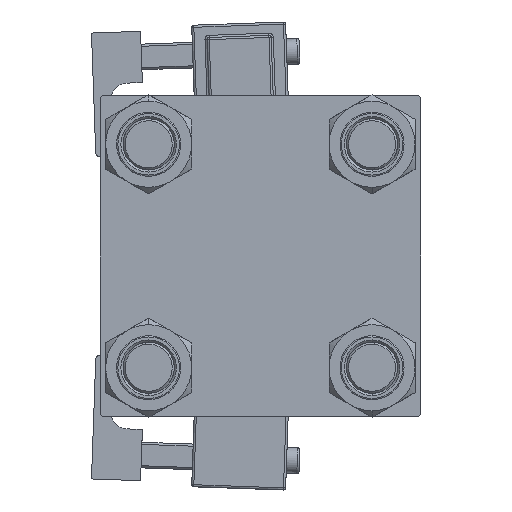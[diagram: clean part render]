
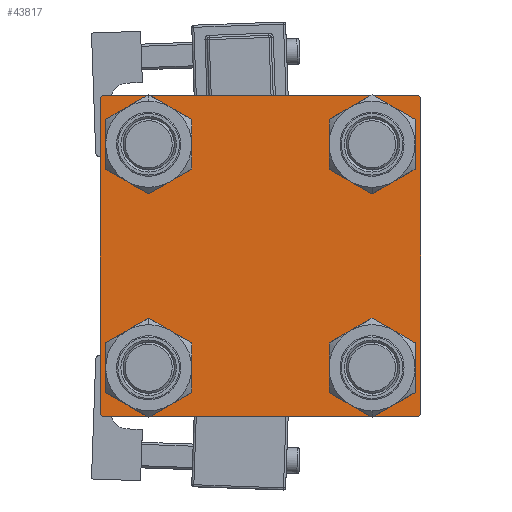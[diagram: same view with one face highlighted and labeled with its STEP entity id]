
A CAD part, left-side view. The second image highlights one B-rep face of the part: STEP entity #43817.
In plain terms, the highlighted planar face has unit normal (-1, 0, 0).
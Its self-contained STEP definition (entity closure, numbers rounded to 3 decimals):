
#169 = DIRECTION ( 'NONE',  ( 1., 0., 0. ) ) ;
#728 = DIRECTION ( 'NONE',  ( 1., 0., 0. ) ) ;
#1429 = VERTEX_POINT ( 'NONE', #12326 ) ;
#1511 = LINE ( 'NONE', #36588, #34757 ) ;
#1681 = CARTESIAN_POINT ( 'NONE',  ( 0., -37.25, -37.25 ) ) ;
#1736 = VERTEX_POINT ( 'NONE', #16380 ) ;
#2210 = CARTESIAN_POINT ( 'NONE',  ( 0., 26.15, 26.15 ) ) ;
#2256 = DIRECTION ( 'NONE',  ( 1., 0., 0. ) ) ;
#2507 = EDGE_CURVE ( 'NONE', #28444, #19578, #48508, .T. ) ;
#3163 = FACE_BOUND ( 'NONE', #6346, .T. ) ;
#3823 = LINE ( 'NONE', #41922, #18676 ) ;
#4182 = DIRECTION ( 'NONE',  ( -1., 0., 0. ) ) ;
#4217 = CIRCLE ( 'NONE', #28701, 6.5 ) ;
#4848 = CARTESIAN_POINT ( 'NONE',  ( 0., 26.15, -26.15 ) ) ;
#5455 = CARTESIAN_POINT ( 'NONE',  ( 0., -26.15, -32.65 ) ) ;
#6011 = VECTOR ( 'NONE', #25615, 1000. ) ;
#6042 = CIRCLE ( 'NONE', #47174, 6.5 ) ;
#6346 = EDGE_LOOP ( 'NONE', ( #53122, #7495 ) ) ;
#6347 = CARTESIAN_POINT ( 'NONE',  ( 0., -37.5, 37. ) ) ;
#6460 = FACE_BOUND ( 'NONE', #44048, .T. ) ;
#7126 = AXIS2_PLACEMENT_3D ( 'NONE', #45269, #41184, #45004 ) ;
#7495 = ORIENTED_EDGE ( 'NONE', *, *, #46098, .T. ) ;
#7508 = CIRCLE ( 'NONE', #35473, 6.5 ) ;
#8407 = VECTOR ( 'NONE', #42282, 1000. ) ;
#8595 = AXIS2_PLACEMENT_3D ( 'NONE', #30650, #39156, #18336 ) ;
#8903 = CARTESIAN_POINT ( 'NONE',  ( 0., -37.5, 37.5 ) ) ;
#9321 = CARTESIAN_POINT ( 'NONE',  ( 0., -26.15, -26.15 ) ) ;
#9367 = VERTEX_POINT ( 'NONE', #5455 ) ;
#10418 = CIRCLE ( 'NONE', #44533, 6.5 ) ;
#10494 = CARTESIAN_POINT ( 'NONE',  ( 0., 26.15, -32.65 ) ) ;
#10518 = VERTEX_POINT ( 'NONE', #6347 ) ;
#11015 = CARTESIAN_POINT ( 'NONE',  ( 0., 26.15, -26.15 ) ) ;
#11112 = FACE_BOUND ( 'NONE', #11743, .T. ) ;
#11191 = CARTESIAN_POINT ( 'NONE',  ( 0., -37., 37.5 ) ) ;
#11743 = EDGE_LOOP ( 'NONE', ( #27517, #21197 ) ) ;
#12000 = VECTOR ( 'NONE', #48218, 1000. ) ;
#12326 = CARTESIAN_POINT ( 'NONE',  ( 0., 26.15, 32.65 ) ) ;
#13023 = ORIENTED_EDGE ( 'NONE', *, *, #21676, .T. ) ;
#13595 = AXIS2_PLACEMENT_3D ( 'NONE', #9321, #17031, #41972 ) ;
#14107 = CIRCLE ( 'NONE', #7126, 6.5 ) ;
#14326 = ORIENTED_EDGE ( 'NONE', *, *, #17538, .T. ) ;
#15509 = FACE_OUTER_BOUND ( 'NONE', #35218, .T. ) ;
#15831 = EDGE_LOOP ( 'NONE', ( #28833, #48334 ) ) ;
#16380 = CARTESIAN_POINT ( 'NONE',  ( 0., 26.15, 19.65 ) ) ;
#17031 = DIRECTION ( 'NONE',  ( 1., 0., 0. ) ) ;
#17162 = CARTESIAN_POINT ( 'NONE',  ( 0., -26.15, 19.65 ) ) ;
#17538 = EDGE_CURVE ( 'NONE', #33557, #28444, #44727, .T. ) ;
#18336 = DIRECTION ( 'NONE',  ( 0., 0., 1. ) ) ;
#18676 = VECTOR ( 'NONE', #32609, 1000. ) ;
#19325 = CARTESIAN_POINT ( 'NONE',  ( 0., -26.15, -26.15 ) ) ;
#19474 = LINE ( 'NONE', #35361, #12000 ) ;
#19578 = VERTEX_POINT ( 'NONE', #20441 ) ;
#19820 = VERTEX_POINT ( 'NONE', #26583 ) ;
#20149 = DIRECTION ( 'NONE',  ( 0., -1., 0. ) ) ;
#20441 = CARTESIAN_POINT ( 'NONE',  ( 0., -37.5, -37. ) ) ;
#21197 = ORIENTED_EDGE ( 'NONE', *, *, #39733, .T. ) ;
#21390 = EDGE_CURVE ( 'NONE', #34062, #36845, #14107, .T. ) ;
#21676 = EDGE_CURVE ( 'NONE', #26557, #44570, #37016, .T. ) ;
#22865 = VERTEX_POINT ( 'NONE', #11191 ) ;
#23994 = CARTESIAN_POINT ( 'NONE',  ( 0., 0., 0. ) ) ;
#24606 = DIRECTION ( 'NONE',  ( 0., 0., 1. ) ) ;
#25006 = DIRECTION ( 'NONE',  ( 0., 0., 1. ) ) ;
#25069 = VERTEX_POINT ( 'NONE', #53512 ) ;
#25337 = EDGE_CURVE ( 'NONE', #44570, #33557, #3823, .T. ) ;
#25615 = DIRECTION ( 'NONE',  ( 0., 0., -1. ) ) ;
#25837 = CIRCLE ( 'NONE', #13595, 6.5 ) ;
#26095 = CIRCLE ( 'NONE', #8595, 6.5 ) ;
#26211 = ORIENTED_EDGE ( 'NONE', *, *, #44809, .F. ) ;
#26557 = VERTEX_POINT ( 'NONE', #38648 ) ;
#26583 = CARTESIAN_POINT ( 'NONE',  ( 0., -26.15, -19.65 ) ) ;
#27448 = VERTEX_POINT ( 'NONE', #52067 ) ;
#27517 = ORIENTED_EDGE ( 'NONE', *, *, #46349, .T. ) ;
#28444 = VERTEX_POINT ( 'NONE', #45801 ) ;
#28683 = CARTESIAN_POINT ( 'NONE',  ( 0., 26.15, 26.15 ) ) ;
#28701 = AXIS2_PLACEMENT_3D ( 'NONE', #4848, #728, #24606 ) ;
#28833 = ORIENTED_EDGE ( 'NONE', *, *, #21390, .T. ) ;
#29348 = ORIENTED_EDGE ( 'NONE', *, *, #25337, .T. ) ;
#30267 = VERTEX_POINT ( 'NONE', #10494 ) ;
#30469 = ORIENTED_EDGE ( 'NONE', *, *, #35546, .T. ) ;
#30475 = LINE ( 'NONE', #42810, #8407 ) ;
#30650 = CARTESIAN_POINT ( 'NONE',  ( 0., -26.15, 26.15 ) ) ;
#30684 = EDGE_CURVE ( 'NONE', #1429, #1736, #31013, .T. ) ;
#31013 = CIRCLE ( 'NONE', #49388, 6.5 ) ;
#31623 = ORIENTED_EDGE ( 'NONE', *, *, #54165, .T. ) ;
#32609 = DIRECTION ( 'NONE',  ( 0., -0.707, -0.707 ) ) ;
#32798 = DIRECTION ( 'NONE',  ( 0., 0., 1. ) ) ;
#33557 = VERTEX_POINT ( 'NONE', #35150 ) ;
#34062 = VERTEX_POINT ( 'NONE', #34481 ) ;
#34323 = ORIENTED_EDGE ( 'NONE', *, *, #2507, .T. ) ;
#34481 = CARTESIAN_POINT ( 'NONE',  ( 0., -26.15, 32.65 ) ) ;
#34722 = ORIENTED_EDGE ( 'NONE', *, *, #45809, .T. ) ;
#34757 = VECTOR ( 'NONE', #20149, 1000. ) ;
#35150 = CARTESIAN_POINT ( 'NONE',  ( 0., 37., -37.5 ) ) ;
#35218 = EDGE_LOOP ( 'NONE', ( #13023, #29348, #14326, #34323, #26211, #31623, #40896, #30469 ) ) ;
#35361 = CARTESIAN_POINT ( 'NONE',  ( 0., -37.25, 37.25 ) ) ;
#35473 = AXIS2_PLACEMENT_3D ( 'NONE', #11015, #2256, #47732 ) ;
#35481 = DIRECTION ( 'NONE',  ( 0., 0., 1. ) ) ;
#35546 = EDGE_CURVE ( 'NONE', #27448, #26557, #30475, .T. ) ;
#36332 = FACE_BOUND ( 'NONE', #15831, .T. ) ;
#36580 = ORIENTED_EDGE ( 'NONE', *, *, #30684, .T. ) ;
#36588 = CARTESIAN_POINT ( 'NONE',  ( 0., 37.5, 37.5 ) ) ;
#36845 = VERTEX_POINT ( 'NONE', #17162 ) ;
#37016 = LINE ( 'NONE', #45486, #38616 ) ;
#38297 = CARTESIAN_POINT ( 'NONE',  ( 0., 37.5, -37. ) ) ;
#38616 = VECTOR ( 'NONE', #45761, 1000. ) ;
#38648 = CARTESIAN_POINT ( 'NONE',  ( 0., 37.5, 37. ) ) ;
#39156 = DIRECTION ( 'NONE',  ( 1., 0., 0. ) ) ;
#39733 = EDGE_CURVE ( 'NONE', #30267, #25069, #4217, .T. ) ;
#40896 = ORIENTED_EDGE ( 'NONE', *, *, #41305, .F. ) ;
#41184 = DIRECTION ( 'NONE',  ( 1., 0., 0. ) ) ;
#41305 = EDGE_CURVE ( 'NONE', #27448, #22865, #1511, .T. ) ;
#41922 = CARTESIAN_POINT ( 'NONE',  ( 0., 37.25, -37.25 ) ) ;
#41972 = DIRECTION ( 'NONE',  ( 0., 0., 1. ) ) ;
#42282 = DIRECTION ( 'NONE',  ( 0., 0.707, -0.707 ) ) ;
#42810 = CARTESIAN_POINT ( 'NONE',  ( 0., 37.25, 37.25 ) ) ;
#43048 = DIRECTION ( 'NONE',  ( 1., 0., 0. ) ) ;
#43498 = EDGE_CURVE ( 'NONE', #36845, #34062, #26095, .T. ) ;
#43817 = ADVANCED_FACE ( 'NONE', ( #36332, #3163, #11112, #6460, #15509 ), #44544, .T. ) ;
#44048 = EDGE_LOOP ( 'NONE', ( #36580, #34722 ) ) ;
#44533 = AXIS2_PLACEMENT_3D ( 'NONE', #19325, #48607, #35481 ) ;
#44544 = PLANE ( 'NONE',  #52377 ) ;
#44570 = VERTEX_POINT ( 'NONE', #38297 ) ;
#44727 = LINE ( 'NONE', #44991, #45703 ) ;
#44809 = EDGE_CURVE ( 'NONE', #10518, #19578, #46431, .T. ) ;
#44991 = CARTESIAN_POINT ( 'NONE',  ( 0., 37.5, -37.5 ) ) ;
#45004 = DIRECTION ( 'NONE',  ( 0., 0., 1. ) ) ;
#45269 = CARTESIAN_POINT ( 'NONE',  ( 0., -26.15, 26.15 ) ) ;
#45486 = CARTESIAN_POINT ( 'NONE',  ( 0., 37.5, 37.5 ) ) ;
#45703 = VECTOR ( 'NONE', #49366, 1000. ) ;
#45761 = DIRECTION ( 'NONE',  ( 0., 0., -1. ) ) ;
#45801 = CARTESIAN_POINT ( 'NONE',  ( 0., -37., -37.5 ) ) ;
#45809 = EDGE_CURVE ( 'NONE', #1736, #1429, #6042, .T. ) ;
#46098 = EDGE_CURVE ( 'NONE', #9367, #19820, #10418, .T. ) ;
#46349 = EDGE_CURVE ( 'NONE', #25069, #30267, #7508, .T. ) ;
#46431 = LINE ( 'NONE', #8903, #6011 ) ;
#46542 = EDGE_CURVE ( 'NONE', #19820, #9367, #25837, .T. ) ;
#47174 = AXIS2_PLACEMENT_3D ( 'NONE', #28683, #169, #32798 ) ;
#47732 = DIRECTION ( 'NONE',  ( 0., 0., 1. ) ) ;
#48218 = DIRECTION ( 'NONE',  ( 0., 0.707, 0.707 ) ) ;
#48334 = ORIENTED_EDGE ( 'NONE', *, *, #43498, .T. ) ;
#48508 = LINE ( 'NONE', #1681, #53154 ) ;
#48607 = DIRECTION ( 'NONE',  ( 1., 0., 0. ) ) ;
#49366 = DIRECTION ( 'NONE',  ( 0., -1., 0. ) ) ;
#49388 = AXIS2_PLACEMENT_3D ( 'NONE', #2210, #43048, #52368 ) ;
#51834 = DIRECTION ( 'NONE',  ( 0., -0.707, 0.707 ) ) ;
#52067 = CARTESIAN_POINT ( 'NONE',  ( 0., 37., 37.5 ) ) ;
#52368 = DIRECTION ( 'NONE',  ( 0., 0., 1. ) ) ;
#52377 = AXIS2_PLACEMENT_3D ( 'NONE', #23994, #4182, #25006 ) ;
#53122 = ORIENTED_EDGE ( 'NONE', *, *, #46542, .T. ) ;
#53154 = VECTOR ( 'NONE', #51834, 1000. ) ;
#53512 = CARTESIAN_POINT ( 'NONE',  ( 0., 26.15, -19.65 ) ) ;
#54165 = EDGE_CURVE ( 'NONE', #10518, #22865, #19474, .T. ) ;
